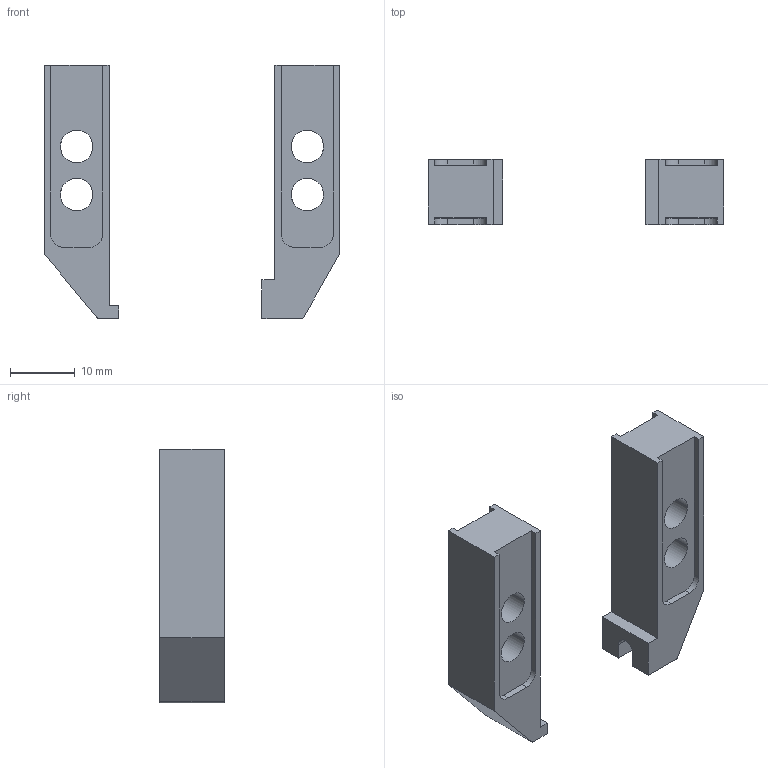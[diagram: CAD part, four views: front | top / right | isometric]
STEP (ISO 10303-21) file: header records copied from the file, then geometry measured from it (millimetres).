
FILE_DESCRIPTION(/* description */ (''),/* implementation_level */ '2;1');
FILE_NAME(/* name */ 'ELECTR~1',/* time_stamp */ '2020-11-15T13:05:00+01:00',/* author */ (''),/* organization */ (''),/* preprocessor_version */ 'ST-DEVELOPER v15',/* originating_system */ '',/* authorisation */ '');
FILE_SCHEMA (('AUTOMOTIVE_DESIGN'));
Length unit declared in the file: millimetre
Products named in the file (1): Document
Bounding box: 45.5 x 10 x 39 mm (x, y, z)
Volume: 5699.3 mm3; surface area: 3967.6 mm2
Topology: 2 solids, 2 shells, 57 faces, 159 edges, 106 vertices
Faces by surface type: bspline 48, plane 9
Entity records: 1758 total; most frequent: CARTESIAN_POINT 916, ORIENTED_EDGE 318, EDGE_CURVE 159, VERTEX_POINT 106, EDGE_LOOP 65, ADVANCED_FACE 57, FACE_OUTER_BOUND 57, DIRECTION 13
